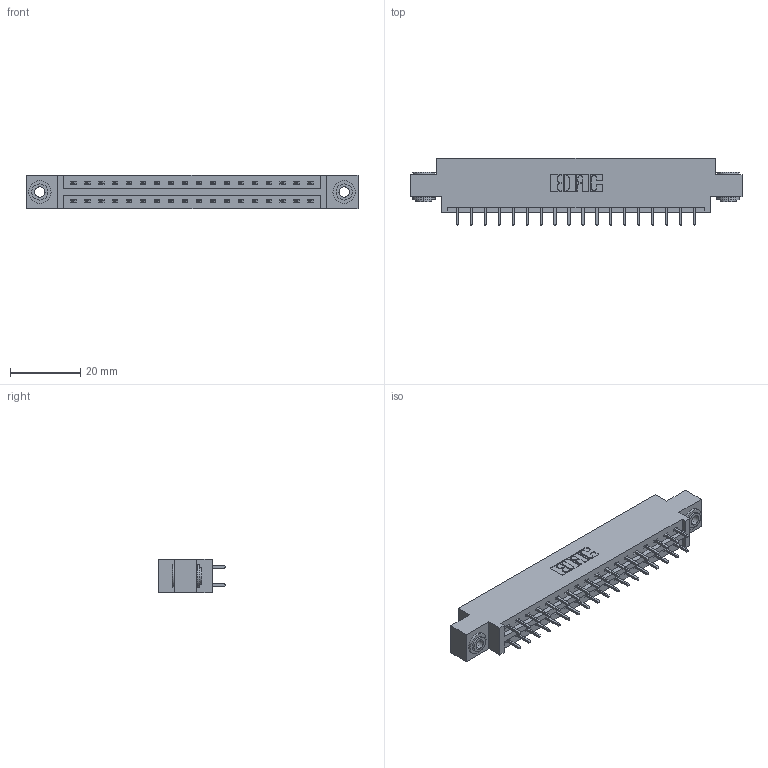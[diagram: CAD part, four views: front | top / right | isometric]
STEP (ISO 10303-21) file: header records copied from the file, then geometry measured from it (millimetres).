
FILE_DESCRIPTION (( 'STEP AP203' ), '1' );
FILE_NAME ('387-036-521-803.STEP', '2019-10-17T18:50:07', ( '' ), ( '' ), 'SwSTEP 2.0', 'SolidWorks 2016', '' );
FILE_SCHEMA (( 'CONFIG_CONTROL_DESIGN' ));
Length unit declared in the file: inch
Products named in the file (4): 345-250-002_345-250-002-102; 387-036-521-803; 345-292-001_345-293-121; 337 Part_0.170 Offset - 0.156 Dia-TH
Assembly tree (39 placements, depth 2):
  387-036-521-803
    337 Part_0.170 Offset - 0.156 Dia-TH
    345-292-001_345-293-121  x36
    345-250-002_345-250-002-102  x2
Bounding box: 94.34 x 19.06 x 9.4 mm (x, y, z)
Volume: 9509.6 mm3; surface area: 10743 mm2
Topology: 39 solids, 39 shells, 2100 faces, 6195 edges, 4078 vertices
Faces by surface type: plane 1452, cylinder 640, cone 8
Entity records: 17860 total; most frequent: CARTESIAN_POINT 3005, ORIENTED_EDGE 2934, DIRECTION 2633, EDGE_CURVE 1467, VECTOR 1315, LINE 1315, VERTEX_POINT 974, AXIS2_PLACEMENT_3D 659
